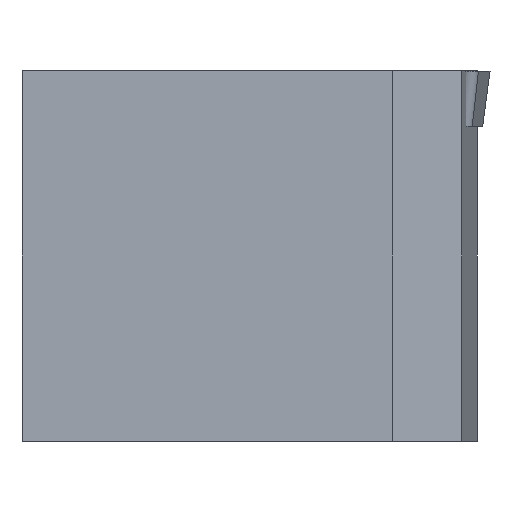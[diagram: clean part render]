
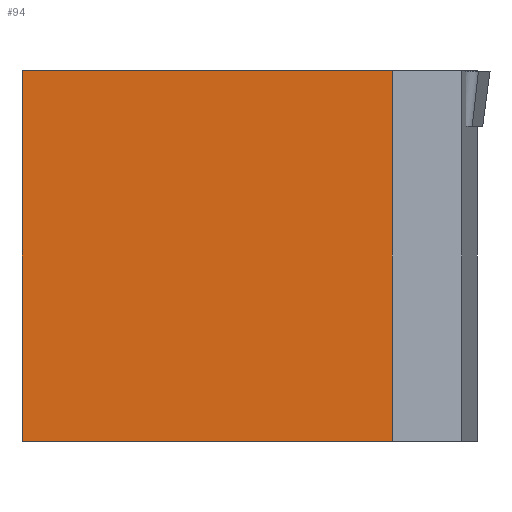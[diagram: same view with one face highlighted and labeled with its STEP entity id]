
A CAD part, front view. The second image highlights one B-rep face of the part: STEP entity #94.
In plain terms, the highlighted planar face has unit normal (0, -1, 0).
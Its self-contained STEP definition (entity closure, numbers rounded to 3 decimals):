
#94=ADVANCED_FACE('',(#125),#109,.F.);
#109=PLANE('',#425);
#125=FACE_OUTER_BOUND('',#151,.T.);
#151=EDGE_LOOP('',(#220,#221,#222,#223));
#220=ORIENTED_EDGE('',*,*,#319,.T.);
#221=ORIENTED_EDGE('',*,*,#320,.F.);
#222=ORIENTED_EDGE('',*,*,#316,.F.);
#223=ORIENTED_EDGE('',*,*,#321,.T.);
#276=VERTEX_POINT('',#611);
#277=VERTEX_POINT('',#612);
#278=VERTEX_POINT('',#617);
#279=VERTEX_POINT('',#618);
#316=EDGE_CURVE('',#276,#277,#352,.T.);
#319=EDGE_CURVE('',#278,#279,#355,.T.);
#320=EDGE_CURVE('',#277,#279,#356,.T.);
#321=EDGE_CURVE('',#276,#278,#357,.T.);
#352=LINE('',#610,#388);
#355=LINE('',#616,#391);
#356=LINE('',#619,#392);
#357=LINE('',#620,#393);
#388=VECTOR('',#508,1.);
#391=VECTOR('',#513,1.);
#392=VECTOR('',#514,1.);
#393=VECTOR('',#515,1.);
#425=AXIS2_PLACEMENT_3D('',#621,#516,#517);
#508=DIRECTION('',(0.,0.,1.));
#513=DIRECTION('',(0.,0.,1.));
#514=DIRECTION('',(1.,0.,0.));
#515=DIRECTION('',(1.,0.,0.));
#516=DIRECTION('',(0.,1.,0.));
#517=DIRECTION('',(0.,0.,-1.));
#610=CARTESIAN_POINT('',(-20.271,-101.32,-15.98));
#611=CARTESIAN_POINT('',(-20.271,-101.32,-15.98));
#612=CARTESIAN_POINT('',(-20.271,-101.32,0.02));
#616=CARTESIAN_POINT('',(-4.271,-101.32,-15.98));
#617=CARTESIAN_POINT('',(-4.271,-101.32,-15.98));
#618=CARTESIAN_POINT('',(-4.271,-101.32,0.02));
#619=CARTESIAN_POINT('',(-20.271,-101.32,0.02));
#620=CARTESIAN_POINT('',(-20.271,-101.32,-15.98));
#621=CARTESIAN_POINT('',(-20.271,-101.32,-15.98));
